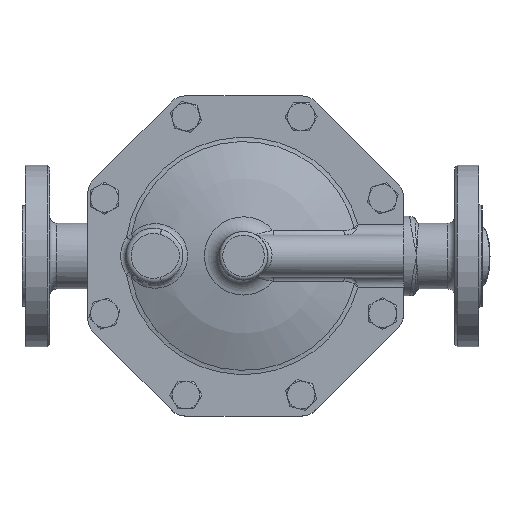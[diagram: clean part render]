
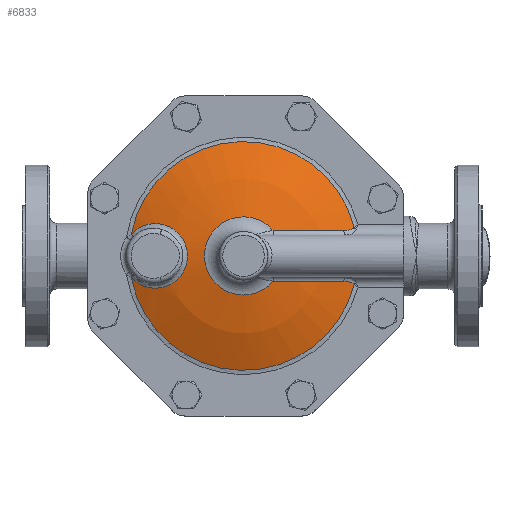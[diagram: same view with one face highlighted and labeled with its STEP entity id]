
A CAD part, top view. The second image highlights one B-rep face of the part: STEP entity #6833.
In plain terms, the highlighted spherical face has radius 160 mm.
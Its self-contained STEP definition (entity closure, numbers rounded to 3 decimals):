
#22=SPHERICAL_SURFACE('',#7433,160.);
#153=B_SPLINE_CURVE_WITH_KNOTS('',3,(#10985,#10986,#10987,#10988,#10989,
#10990,#10991,#10992,#10993,#10994,#10995,#10996,#10997,#10998,#10999,#11000,
#11001,#11002),.UNSPECIFIED.,.F.,.F.,(4,1,1,1,1,1,1,1,1,1,1,1,1,1,1,4),
(-9.4,-8.896,-8.728,-8.057,
-7.386,-7.218,-6.714,-6.043,
-5.371,-4.476,-4.029,-3.357,
-2.686,-1.343,-0.671,0.),.UNSPECIFIED.);
#158=B_SPLINE_CURVE_WITH_KNOTS('',3,(#11082,#11083,#11084,#11085,#11086,
#11087,#11088),.UNSPECIFIED.,.F.,.F.,(4,1,1,1,4),(-0.707,-0.303,
-0.202,-0.101,0.),.UNSPECIFIED.);
#159=B_SPLINE_CURVE_WITH_KNOTS('',3,(#11095,#11096,#11097,#11098,#11099,
#11100,#11101),.UNSPECIFIED.,.F.,.F.,(4,1,1,1,4),(-0.707,-0.606,
-0.505,-0.303,0.),
 .UNSPECIFIED.);
#1688=FACE_OUTER_BOUND('',#2191,.T.);
#2191=EDGE_LOOP('',(#5275,#5276,#5277,#5278,#5279,#5280,#5281,#5282));
#2667=CIRCLE('',#7429,66.072);
#2668=CIRCLE('',#7431,66.072);
#2670=CIRCLE('',#7434,159.321);
#2671=CIRCLE('',#7435,22.588);
#2672=CIRCLE('',#7436,159.321);
#3154=VERTEX_POINT('',#10982);
#3155=VERTEX_POINT('',#10984);
#3159=VERTEX_POINT('',#11061);
#3160=VERTEX_POINT('',#11070);
#3162=VERTEX_POINT('',#11081);
#3163=VERTEX_POINT('',#11089);
#3164=VERTEX_POINT('',#11091);
#3165=VERTEX_POINT('',#11093);
#3936=EDGE_CURVE('',#3154,#3155,#153,.T.);
#3945=EDGE_CURVE('',#3159,#3154,#2667,.T.);
#3946=EDGE_CURVE('',#3155,#3160,#2668,.T.);
#3949=EDGE_CURVE('',#3162,#3159,#158,.T.);
#3950=EDGE_CURVE('',#3163,#3162,#2670,.T.);
#3951=EDGE_CURVE('',#3164,#3163,#2671,.T.);
#3952=EDGE_CURVE('',#3165,#3164,#2672,.T.);
#3953=EDGE_CURVE('',#3160,#3165,#159,.T.);
#5275=ORIENTED_EDGE('',*,*,#3936,.F.);
#5276=ORIENTED_EDGE('',*,*,#3945,.F.);
#5277=ORIENTED_EDGE('',*,*,#3949,.F.);
#5278=ORIENTED_EDGE('',*,*,#3950,.F.);
#5279=ORIENTED_EDGE('',*,*,#3951,.F.);
#5280=ORIENTED_EDGE('',*,*,#3952,.F.);
#5281=ORIENTED_EDGE('',*,*,#3953,.F.);
#5282=ORIENTED_EDGE('',*,*,#3946,.F.);
#6833=ADVANCED_FACE('',(#1688),#22,.T.);
#7429=AXIS2_PLACEMENT_3D('',#11068,#8640,#8641);
#7431=AXIS2_PLACEMENT_3D('',#11071,#8644,#8645);
#7433=AXIS2_PLACEMENT_3D('',#11080,#8648,#8649);
#7434=AXIS2_PLACEMENT_3D('',#11090,#8650,#8651);
#7435=AXIS2_PLACEMENT_3D('',#11092,#8652,#8653);
#7436=AXIS2_PLACEMENT_3D('',#11094,#8654,#8655);
#8640=DIRECTION('center_axis',(0.,0.,
-1.));
#8641=DIRECTION('ref_axis',(-1.,0.,0.));
#8644=DIRECTION('center_axis',(0.,0.,
-1.));
#8645=DIRECTION('ref_axis',(-1.,0.,0.));
#8648=DIRECTION('center_axis',(0.,0.,1.));
#8649=DIRECTION('ref_axis',(1.,0.,0.));
#8650=DIRECTION('center_axis',(0.,1.,0.));
#8651=DIRECTION('ref_axis',(-0.108,0.,-0.994));
#8652=DIRECTION('center_axis',(0.,0.,1.));
#8653=DIRECTION('ref_axis',(-1.,0.,0.));
#8654=DIRECTION('center_axis',(0.,-1.,0.));
#8655=DIRECTION('ref_axis',(-0.108,0.,-0.994));
#10982=CARTESIAN_POINT('',(-64.877,-12.508,17.035));
#10984=CARTESIAN_POINT('',(-64.877,12.508,17.035));
#10985=CARTESIAN_POINT('Ctrl Pts',(-64.877,-12.508,17.035));
#10986=CARTESIAN_POINT('Ctrl Pts',(-63.802,-13.697,
17.412));
#10987=CARTESIAN_POINT('Ctrl Pts',(-62.157,-15.098,
17.986));
#10988=CARTESIAN_POINT('Ctrl Pts',(-58.529,-17.251,
19.244));
#10989=CARTESIAN_POINT('Ctrl Pts',(-54.002,-18.775,
20.802));
#10990=CARTESIAN_POINT('Ctrl Pts',(-49.219,-18.717,
22.423));
#10991=CARTESIAN_POINT('Ctrl Pts',(-45.131,-17.788,
23.797));
#10992=CARTESIAN_POINT('Ctrl Pts',(-41.183,-16.165,
25.114));
#10993=CARTESIAN_POINT('Ctrl Pts',(-36.587,-12.371,
26.631));
#10994=CARTESIAN_POINT('Ctrl Pts',(-32.816,-6.017,27.864));
#10995=CARTESIAN_POINT('Ctrl Pts',(-31.993,0.761,28.132));
#10996=CARTESIAN_POINT('Ctrl Pts',(-33.562,7.25,27.621));
#10997=CARTESIAN_POINT('Ctrl Pts',(-36.556,12.338,26.641));
#10998=CARTESIAN_POINT('Ctrl Pts',(-43.261,17.895,24.43));
#10999=CARTESIAN_POINT('Ctrl Pts',(-51.959,19.465,21.505));
#11000=CARTESIAN_POINT('Ctrl Pts',(-60.022,16.753,18.73));
#11001=CARTESIAN_POINT('Ctrl Pts',(-63.443,14.094,17.538));
#11002=CARTESIAN_POINT('Ctrl Pts',(-64.877,12.508,17.035));
#11061=CARTESIAN_POINT('',(63.991,-16.453,17.035));
#11068=CARTESIAN_POINT('Origin',(0.,0.,
17.035));
#11070=CARTESIAN_POINT('',(63.991,16.453,17.035));
#11071=CARTESIAN_POINT('Origin',(0.,0.,
17.035));
#11080=CARTESIAN_POINT('Origin',(0.,0.,-128.685));
#11081=CARTESIAN_POINT('',(57.965,-14.724,19.717));
#11082=CARTESIAN_POINT('Ctrl Pts',(57.965,-14.724,19.717));
#11083=CARTESIAN_POINT('Ctrl Pts',(59.197,-14.724,19.236));
#11084=CARTESIAN_POINT('Ctrl Pts',(60.762,-14.858,18.589));
#11085=CARTESIAN_POINT('Ctrl Pts',(62.494,-15.416,17.797));
#11086=CARTESIAN_POINT('Ctrl Pts',(63.315,-15.815,17.402));
#11087=CARTESIAN_POINT('Ctrl Pts',(63.8,-16.207,17.147));
#11088=CARTESIAN_POINT('Ctrl Pts',(63.991,-16.453,17.035));
#11089=CARTESIAN_POINT('',(17.13,-14.724,29.712));
#11090=CARTESIAN_POINT('Origin',(0.,-14.724,
-128.685));
#11091=CARTESIAN_POINT('',(17.13,14.724,29.712));
#11092=CARTESIAN_POINT('Origin',(0.,0.,
29.712));
#11093=CARTESIAN_POINT('',(57.965,14.724,19.717));
#11094=CARTESIAN_POINT('Origin',(0.,14.724,-128.685));
#11095=CARTESIAN_POINT('Ctrl Pts',(63.991,16.453,17.035));
#11096=CARTESIAN_POINT('Ctrl Pts',(63.8,16.207,17.147));
#11097=CARTESIAN_POINT('Ctrl Pts',(63.316,15.814,17.402));
#11098=CARTESIAN_POINT('Ctrl Pts',(62.22,15.285,17.929));
#11099=CARTESIAN_POINT('Ctrl Pts',(60.447,14.832,18.72));
#11100=CARTESIAN_POINT('Ctrl Pts',(58.889,14.724,19.357));
#11101=CARTESIAN_POINT('Ctrl Pts',(57.965,14.724,19.717));
